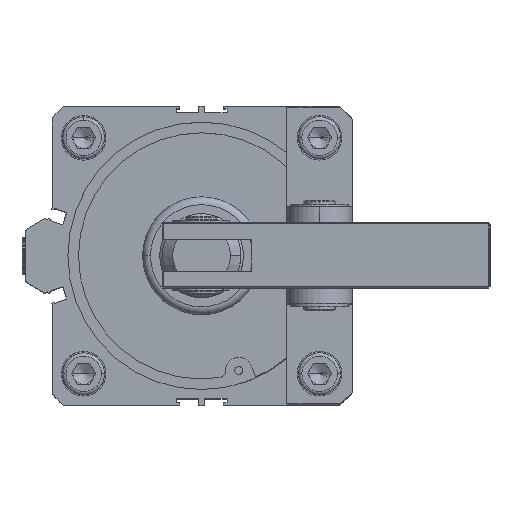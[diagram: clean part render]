
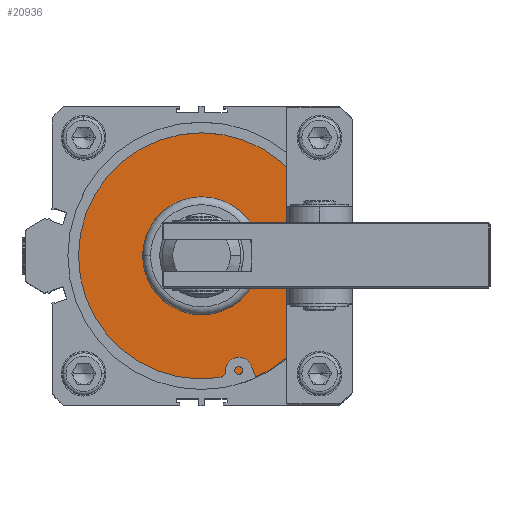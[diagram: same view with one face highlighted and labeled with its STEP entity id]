
A CAD part, top view. The second image highlights one B-rep face of the part: STEP entity #20936.
In plain terms, the highlighted planar face has unit normal (0, 0, 1).
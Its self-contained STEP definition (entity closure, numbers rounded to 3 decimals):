
#439 = DIRECTION ( 'NONE',  ( 0., 0., 1. ) ) ;
#791 = VERTEX_POINT ( 'NONE', #25122 ) ;
#2804 = VERTEX_POINT ( 'NONE', #19777 ) ;
#3115 = CARTESIAN_POINT ( 'NONE',  ( -40.07, -3.872, 41.5 ) ) ;
#5569 = DIRECTION ( 'NONE',  ( 0., 0., 1. ) ) ;
#5595 = EDGE_LOOP ( 'NONE', ( #15373, #19212 ) ) ;
#6253 = DIRECTION ( 'NONE',  ( 1., 0., 0. ) ) ;
#9729 = FACE_BOUND ( 'NONE', #5595, .T. ) ;
#10908 = EDGE_CURVE ( 'NONE', #2804, #11073, #14190, .T. ) ;
#11073 = VERTEX_POINT ( 'NONE', #21865 ) ;
#13226 = CIRCLE ( 'NONE', #34869, 50.7 ) ;
#13377 = CARTESIAN_POINT ( 'NONE',  ( -90.77, -3.872, 41.5 ) ) ;
#14190 = CIRCLE ( 'NONE', #31169, 50.7 ) ;
#15373 = ORIENTED_EDGE ( 'NONE', *, *, #24524, .F. ) ;
#16568 = CIRCLE ( 'NONE', #35935, 22.5 ) ;
#16612 = ORIENTED_EDGE ( 'NONE', *, *, #40044, .T. ) ;
#16662 = DIRECTION ( 'NONE',  ( 0., 0., 1. ) ) ;
#16853 = VERTEX_POINT ( 'NONE', #31142 ) ;
#19071 = CARTESIAN_POINT ( 'NONE',  ( -40.07, -3.872, 41.5 ) ) ;
#19212 = ORIENTED_EDGE ( 'NONE', *, *, #38762, .F. ) ;
#19658 = DIRECTION ( 'NONE',  ( 0., -1., 0. ) ) ;
#19777 = CARTESIAN_POINT ( 'NONE',  ( 10.63, -3.872, 41.5 ) ) ;
#19952 = AXIS2_PLACEMENT_3D ( 'NONE', #19071, #439, #22234 ) ;
#20686 = CIRCLE ( 'NONE', #19952, 22.5 ) ;
#20936 = ADVANCED_FACE ( 'NONE', ( #33591, #9729 ), #35202, .T. ) ;
#21865 = CARTESIAN_POINT ( 'NONE',  ( -90.77, -3.872, 41.5 ) ) ;
#21900 = ORIENTED_EDGE ( 'NONE', *, *, #10908, .T. ) ;
#22234 = DIRECTION ( 'NONE',  ( 0., -1., 0. ) ) ;
#22513 = EDGE_LOOP ( 'NONE', ( #21900, #16612 ) ) ;
#24217 = CARTESIAN_POINT ( 'NONE',  ( -40.07, -3.872, 41.5 ) ) ;
#24524 = EDGE_CURVE ( 'NONE', #791, #16853, #16568, .T. ) ;
#24901 = DIRECTION ( 'NONE',  ( 0., 0., 1. ) ) ;
#25122 = CARTESIAN_POINT ( 'NONE',  ( -40.07, -26.372, 41.5 ) ) ;
#27352 = DIRECTION ( 'NONE',  ( 1., 0., 0. ) ) ;
#31142 = CARTESIAN_POINT ( 'NONE',  ( -40.07, 18.628, 41.5 ) ) ;
#31169 = AXIS2_PLACEMENT_3D ( 'NONE', #24217, #5569, #27352 ) ;
#33591 = FACE_OUTER_BOUND ( 'NONE', #22513, .T. ) ;
#34869 = AXIS2_PLACEMENT_3D ( 'NONE', #3115, #24901, #6253 ) ;
#35202 = PLANE ( 'NONE',  #37447 ) ;
#35350 = CARTESIAN_POINT ( 'NONE',  ( -40.07, -3.872, 41.5 ) ) ;
#35935 = AXIS2_PLACEMENT_3D ( 'NONE', #35350, #16662, #38449 ) ;
#37447 = AXIS2_PLACEMENT_3D ( 'NONE', #13377, #38324, #19658 ) ;
#38324 = DIRECTION ( 'NONE',  ( 0., 0., 1. ) ) ;
#38449 = DIRECTION ( 'NONE',  ( 0., -1., 0. ) ) ;
#38762 = EDGE_CURVE ( 'NONE', #16853, #791, #20686, .T. ) ;
#40044 = EDGE_CURVE ( 'NONE', #11073, #2804, #13226, .T. ) ;
